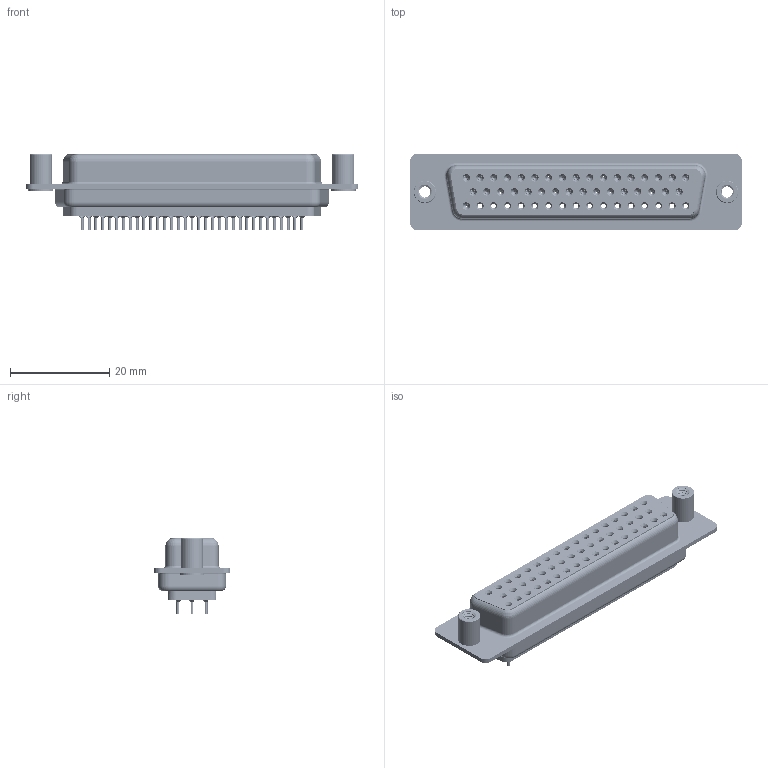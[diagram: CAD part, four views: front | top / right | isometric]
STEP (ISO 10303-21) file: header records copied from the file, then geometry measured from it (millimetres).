
FILE_DESCRIPTION (( 'STEP AP203' ), '1' );
FILE_NAME ('628-050-620-548.STEP', '2018-10-22T19:31:38', ( '' ), ( '' ), 'SwSTEP 2.0', 'SolidWorks 2016', '' );
FILE_SCHEMA (( 'CONFIG_CONTROL_DESIGN' ));
Length unit declared in the file: millimetre
Products named in the file (8): 628 Shell Rear_50 Contacts; 628 Contact Row 1_20L; 628 Contact Row 2_20L; 628 Contact Row 3_20L; 628 4-40 Threaded Standoff; 628-050-620-548; 628 Housing_50 LP; 628 Shell Front_50 Contacts
Assembly tree (39 placements, depth 2):
  628-050-620-548
    628 Housing_50 LP
    628 Shell Front_50 Contacts
    628 Shell Rear_50 Contacts
    628 Contact Row 1_20L  x17
    628 Contact Row 2_20L  x16
    628 Contact Row 3_20L
    628 4-40 Threaded Standoff  x2
Bounding box: 67 x 15.4 x 15.2 mm (x, y, z)
Volume: 6643.4 mm3; surface area: 13785.6 mm2
Topology: 39 solids, 39 shells, 4839 faces, 12243 edges, 7611 vertices
Faces by surface type: cylinder 1415, plane 1171, torus 947, bspline 686, cone 620
Entity records: 42534 total; most frequent: CARTESIAN_POINT 11593, DIRECTION 6485, ORIENTED_EDGE 5848, EDGE_CURVE 2924, AXIS2_PLACEMENT_3D 2733, VERTEX_POINT 1849, EDGE_LOOP 1523, CIRCLE 1505
